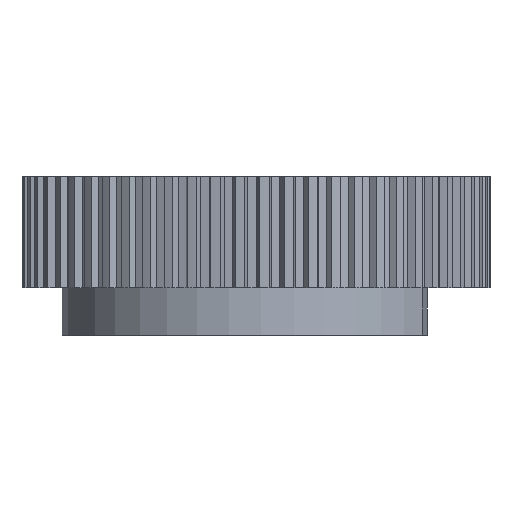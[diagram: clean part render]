
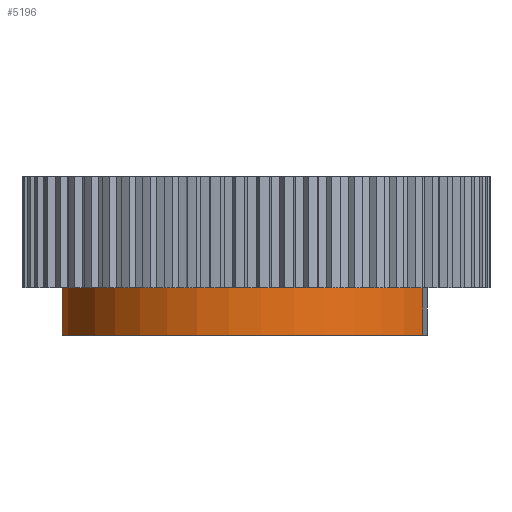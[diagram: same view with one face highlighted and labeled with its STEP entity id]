
A CAD part, left-side view. The second image highlights one B-rep face of the part: STEP entity #5196.
In plain terms, the highlighted cylindrical face has radius 24.5 mm (diameter 49 mm), a partial arc.
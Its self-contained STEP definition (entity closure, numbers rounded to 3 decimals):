
#250 = AXIS2_PLACEMENT_3D ( 'NONE', #3170, #7677, #3811 ) ;
#298 = EDGE_CURVE ( 'NONE', #6076, #1121, #3803, .T. ) ;
#550 = LINE ( 'NONE', #2836, #3373 ) ;
#849 = CARTESIAN_POINT ( 'NONE',  ( 21.62, 11.524, 0. ) ) ;
#933 = ORIENTED_EDGE ( 'NONE', *, *, #298, .F. ) ;
#1121 = VERTEX_POINT ( 'NONE', #2328 ) ;
#1170 = ORIENTED_EDGE ( 'NONE', *, *, #3413, .T. ) ;
#1230 = DIRECTION ( 'NONE',  ( 0., 0., -1. ) ) ;
#1366 = LINE ( 'NONE', #7637, #8012 ) ;
#1489 = AXIS2_PLACEMENT_3D ( 'NONE', #5340, #5306, #4735 ) ;
#1729 = VERTEX_POINT ( 'NONE', #849 ) ;
#1882 = ORIENTED_EDGE ( 'NONE', *, *, #7268, .T. ) ;
#2328 = CARTESIAN_POINT ( 'NONE',  ( 21.62, 11.524, -6. ) ) ;
#2836 = CARTESIAN_POINT ( 'NONE',  ( 21.62, 11.524, 0. ) ) ;
#3170 = CARTESIAN_POINT ( 'NONE',  ( 0., 0., -6. ) ) ;
#3373 = VECTOR ( 'NONE', #6081, 1000. ) ;
#3409 = CYLINDRICAL_SURFACE ( 'NONE', #250, 24.5 ) ;
#3413 = EDGE_CURVE ( 'NONE', #7901, #1729, #5134, .T. ) ;
#3525 = CARTESIAN_POINT ( 'NONE',  ( -12.558, -21.037, 0. ) ) ;
#3619 = EDGE_LOOP ( 'NONE', ( #1170, #1882, #933, #8167 ) ) ;
#3664 = CARTESIAN_POINT ( 'NONE',  ( 0., 0., 0. ) ) ;
#3803 = CIRCLE ( 'NONE', #1489, 24.5 ) ;
#3811 = DIRECTION ( 'NONE',  ( 1., 0., 0. ) ) ;
#4321 = DIRECTION ( 'NONE',  ( 1., 0., 0. ) ) ;
#4478 = CARTESIAN_POINT ( 'NONE',  ( -12.558, -21.037, -6. ) ) ;
#4735 = DIRECTION ( 'NONE',  ( -1., 0., 0. ) ) ;
#5134 = CIRCLE ( 'NONE', #6186, 24.5 ) ;
#5196 = ADVANCED_FACE ( 'NONE', ( #5751 ), #3409, .T. ) ;
#5306 = DIRECTION ( 'NONE',  ( 0., 0., -1. ) ) ;
#5340 = CARTESIAN_POINT ( 'NONE',  ( 0., 0., -6. ) ) ;
#5751 = FACE_OUTER_BOUND ( 'NONE', #3619, .T. ) ;
#6076 = VERTEX_POINT ( 'NONE', #4478 ) ;
#6081 = DIRECTION ( 'NONE',  ( 0., 0., -1. ) ) ;
#6186 = AXIS2_PLACEMENT_3D ( 'NONE', #3664, #8194, #4321 ) ;
#7268 = EDGE_CURVE ( 'NONE', #1729, #1121, #550, .T. ) ;
#7491 = EDGE_CURVE ( 'NONE', #7901, #6076, #1366, .T. ) ;
#7637 = CARTESIAN_POINT ( 'NONE',  ( -12.558, -21.037, 0. ) ) ;
#7677 = DIRECTION ( 'NONE',  ( 0., 0., 1. ) ) ;
#7901 = VERTEX_POINT ( 'NONE', #3525 ) ;
#8012 = VECTOR ( 'NONE', #1230, 1000. ) ;
#8167 = ORIENTED_EDGE ( 'NONE', *, *, #7491, .F. ) ;
#8194 = DIRECTION ( 'NONE',  ( 0., 0., -1. ) ) ;
